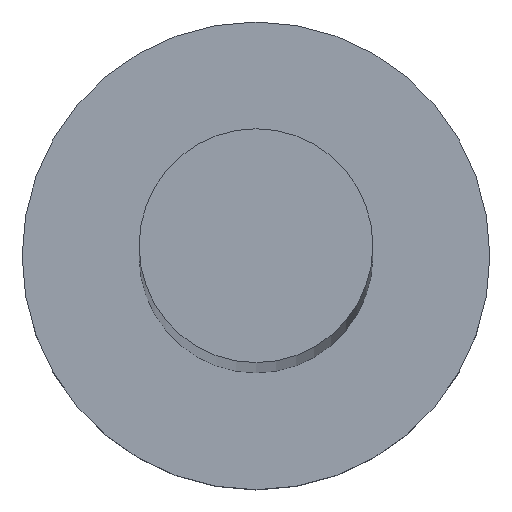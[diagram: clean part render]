
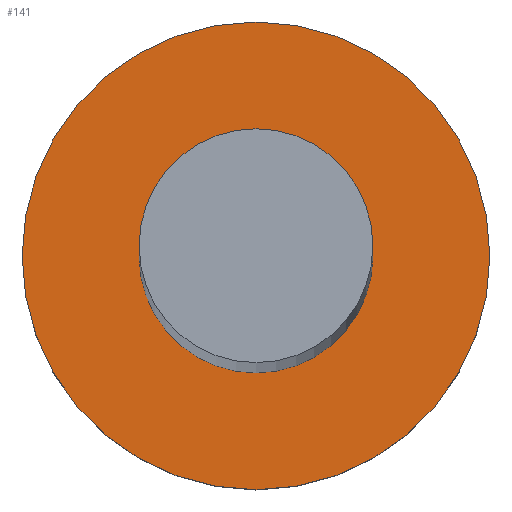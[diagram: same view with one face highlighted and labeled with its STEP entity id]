
A CAD part, top view. The second image highlights one B-rep face of the part: STEP entity #141.
In plain terms, the highlighted planar face has unit normal (0, 0, 1).
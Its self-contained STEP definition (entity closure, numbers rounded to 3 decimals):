
#2 = EDGE_CURVE ( 'NONE', #16, #47, #45, .T. ) ;
#5 = DIRECTION ( 'NONE',  ( 1., 0., 0. ) ) ;
#14 = EDGE_CURVE ( 'NONE', #29, #225, #226, .T. ) ;
#16 = VERTEX_POINT ( 'NONE', #71 ) ;
#21 = AXIS2_PLACEMENT_3D ( 'NONE', #151, #195, #5 ) ;
#29 = VERTEX_POINT ( 'NONE', #112 ) ;
#45 = CIRCLE ( 'NONE', #52, 5. ) ;
#47 = VERTEX_POINT ( 'NONE', #75 ) ;
#51 = EDGE_LOOP ( 'NONE', ( #148, #137 ) ) ;
#52 = AXIS2_PLACEMENT_3D ( 'NONE', #74, #231, #211 ) ;
#60 = DIRECTION ( 'NONE',  ( 1., 0., 0. ) ) ;
#71 = CARTESIAN_POINT ( 'NONE',  ( 5., 0., 3. ) ) ;
#72 = CIRCLE ( 'NONE', #213, 5. ) ;
#74 = CARTESIAN_POINT ( 'NONE',  ( 0., 0., 3. ) ) ;
#75 = CARTESIAN_POINT ( 'NONE',  ( -5., 0., 3. ) ) ;
#78 = PLANE ( 'NONE',  #91 ) ;
#91 = AXIS2_PLACEMENT_3D ( 'NONE', #153, #196, #178 ) ;
#98 = CARTESIAN_POINT ( 'NONE',  ( 2.5, 0., 3. ) ) ;
#112 = CARTESIAN_POINT ( 'NONE',  ( -2.5, 0., 3. ) ) ;
#123 = ORIENTED_EDGE ( 'NONE', *, *, #166, .T. ) ;
#127 = CARTESIAN_POINT ( 'NONE',  ( 0., 0., 3. ) ) ;
#129 = CARTESIAN_POINT ( 'NONE',  ( 0., 0., 3. ) ) ;
#137 = ORIENTED_EDGE ( 'NONE', *, *, #200, .F. ) ;
#141 = ADVANCED_FACE ( 'NONE', ( #236, #155 ), #78, .T. ) ;
#148 = ORIENTED_EDGE ( 'NONE', *, *, #14, .F. ) ;
#150 = DIRECTION ( 'NONE',  ( 1., 0., 0. ) ) ;
#151 = CARTESIAN_POINT ( 'NONE',  ( 0., 0., 3. ) ) ;
#153 = CARTESIAN_POINT ( 'NONE',  ( 0., 0., 3. ) ) ;
#155 = FACE_OUTER_BOUND ( 'NONE', #246, .T. ) ;
#166 = EDGE_CURVE ( 'NONE', #47, #16, #72, .T. ) ;
#169 = DIRECTION ( 'NONE',  ( 0., 0., 1. ) ) ;
#173 = ORIENTED_EDGE ( 'NONE', *, *, #2, .T. ) ;
#178 = DIRECTION ( 'NONE',  ( 1., 0., 0. ) ) ;
#195 = DIRECTION ( 'NONE',  ( 0., 0., 1. ) ) ;
#196 = DIRECTION ( 'NONE',  ( 0., 0., 1. ) ) ;
#200 = EDGE_CURVE ( 'NONE', #225, #29, #209, .T. ) ;
#201 = AXIS2_PLACEMENT_3D ( 'NONE', #127, #169, #150 ) ;
#209 = CIRCLE ( 'NONE', #21, 2.5 ) ;
#211 = DIRECTION ( 'NONE',  ( 1., 0., 0. ) ) ;
#213 = AXIS2_PLACEMENT_3D ( 'NONE', #129, #214, #60 ) ;
#214 = DIRECTION ( 'NONE',  ( 0., 0., 1. ) ) ;
#225 = VERTEX_POINT ( 'NONE', #98 ) ;
#226 = CIRCLE ( 'NONE', #201, 2.5 ) ;
#231 = DIRECTION ( 'NONE',  ( 0., 0., 1. ) ) ;
#236 = FACE_BOUND ( 'NONE', #51, .T. ) ;
#246 = EDGE_LOOP ( 'NONE', ( #123, #173 ) ) ;
